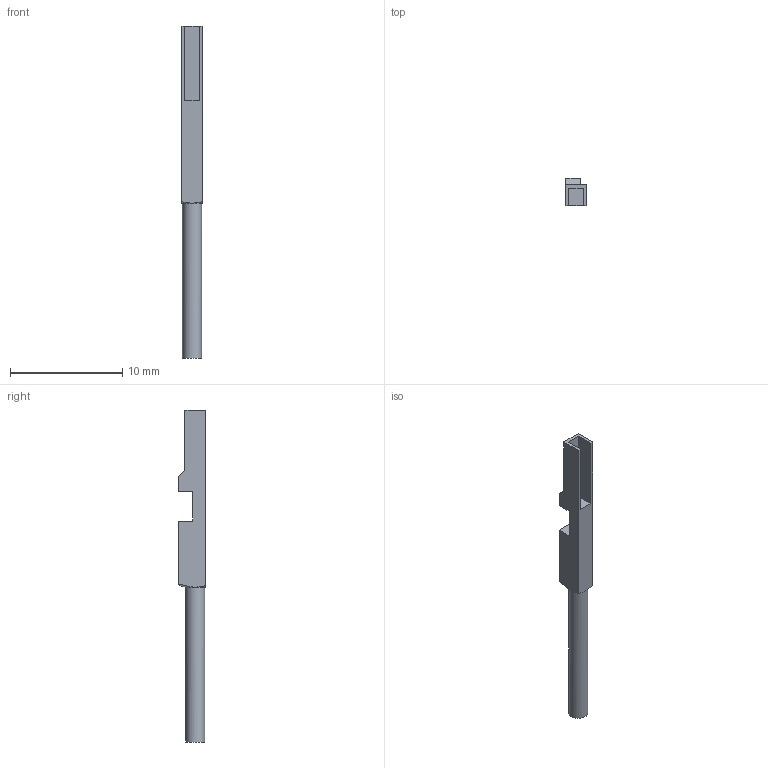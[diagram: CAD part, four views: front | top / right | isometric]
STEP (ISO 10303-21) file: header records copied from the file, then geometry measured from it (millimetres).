
FILE_DESCRIPTION(/* description */ (''),/* implementation_level */ '2;1');
FILE_NAME(/* name */ '13963810-ELV01.stp',/* time_stamp */ '2023-10-09T08:59:12+08:00',/* author */ (''),/* organization */ (''),/* preprocessor_version */ 'ST-DEVELOPER v16',/* originating_system */ 'SIEMENS PLM Software NX 11.0',/* authorisation */ '');
FILE_SCHEMA (('AP203_CONFIGURATION_CONTROLLED_3D_DESIGN_OF_MECHANICAL_PARTS_AND_ASSEMBLIES_MIM_LF { 1 0 10303 403 2 1 2}'));
Length unit declared in the file: millimetre
Products named in the file (1): 13963810_02-SEAL
Bounding box: 1.83 x 2.4 x 29.6 mm (x, y, z)
Volume: 73.1 mm3; surface area: 225.5 mm2
Topology: 1 solids, 1 shells, 21 faces, 64 edges, 45 vertices
Faces by surface type: plane 19, cone 1, cylinder 1
Full cylindrical faces by diameter (mm): 1.7 x1
Entity records: 827 total; most frequent: CARTESIAN_POINT 188, ORIENTED_EDGE 120, DIRECTION 93, EDGE_CURVE 60, LINE 45, VECTOR 45, VERTEX_POINT 43, AXIS2_PLACEMENT_3D 24
